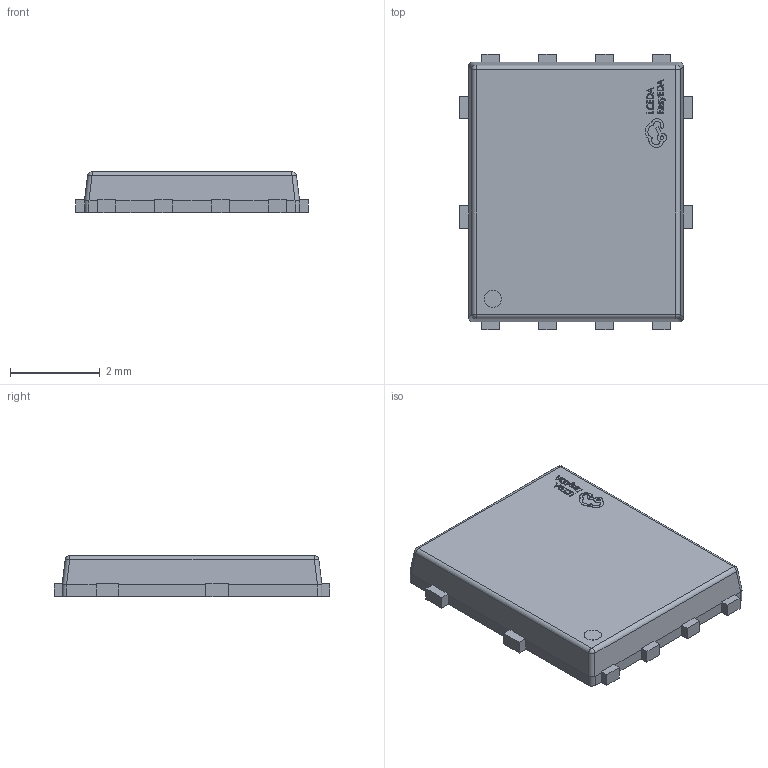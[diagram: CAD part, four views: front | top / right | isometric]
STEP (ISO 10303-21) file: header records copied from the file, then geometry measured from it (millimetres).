
FILE_DESCRIPTION (( 'STEP AP214' ), '1' );
FILE_NAME ('DFN-8_L6.0-W5.0-P1.27-LS6.2-BL.step', '2022-06-30T13:36:00', ( '' ), ( '' ), 'SwSTEP 2.0', 'SolidWorks 2020', '' );
FILE_SCHEMA (( 'AUTOMOTIVE_DESIGN' ));
Length unit declared in the file: millimetre
Products named in the file (1): DFN-8_L6.0-W5.0-P1.27-LS6.2-BL
Bounding box: 5.2 x 6.15 x 0.92 mm (x, y, z)
Volume: 24.9 mm3; surface area: 75.8 mm2
Topology: 1 solids, 1 shells, 404 faces, 1113 edges, 738 vertices
Faces by surface type: plane 263, bspline 112, cylinder 25, sphere 4
Entity records: 18393 total; most frequent: CARTESIAN_POINT 4396, ORIENTED_EDGE 2226, DIRECTION 1501, EDGE_CURVE 1113, LINE 831, VECTOR 831, VERTEX_POINT 738, EDGE_LOOP 431
